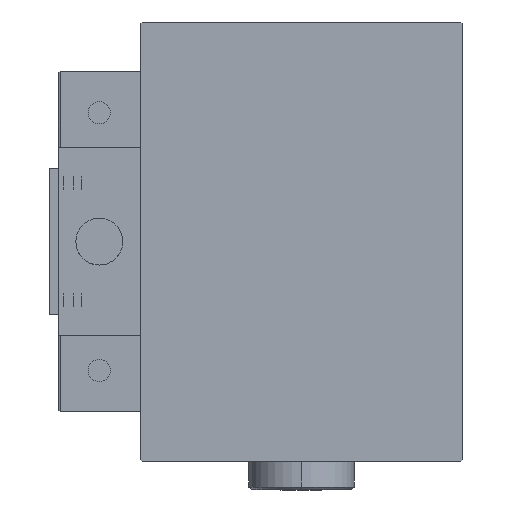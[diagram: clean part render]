
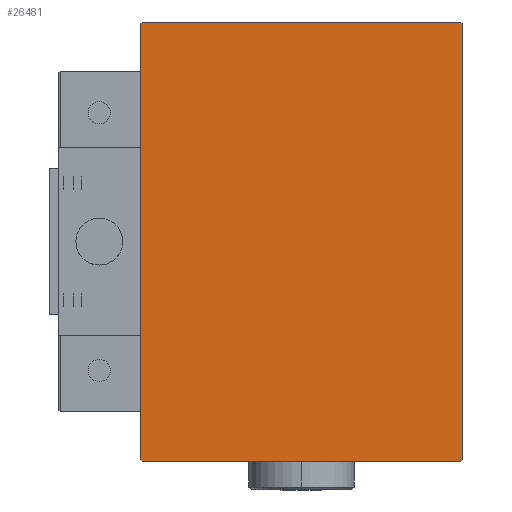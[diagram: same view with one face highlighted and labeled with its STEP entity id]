
A CAD part, left-side view. The second image highlights one B-rep face of the part: STEP entity #26481.
In plain terms, the highlighted face is planar.
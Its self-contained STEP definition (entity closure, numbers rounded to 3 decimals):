
#558 = CARTESIAN_POINT ( 'NONE',  ( 175., 27.2, 37.5 ) ) ;
#749 = EDGE_CURVE ( 'NONE', #3616, #29125, #47322, .T. ) ;
#765 = DIRECTION ( 'NONE',  ( 0., -0.707, -0.707 ) ) ;
#813 = EDGE_CURVE ( 'NONE', #23560, #28124, #19154, .T. ) ;
#1155 = CARTESIAN_POINT ( 'NONE',  ( 175., 27.2, -37.5 ) ) ;
#1222 = CARTESIAN_POINT ( 'NONE',  ( 175., -27.5, 37.2 ) ) ;
#1934 = DIRECTION ( 'NONE',  ( 0., 1., 0. ) ) ;
#2173 = CARTESIAN_POINT ( 'NONE',  ( 175., 27.5, 37.2 ) ) ;
#3616 = VERTEX_POINT ( 'NONE', #25723 ) ;
#4180 = LINE ( 'NONE', #13182, #14704 ) ;
#5026 = VECTOR ( 'NONE', #43676, 1000. ) ;
#5533 = VERTEX_POINT ( 'NONE', #558 ) ;
#6044 = CARTESIAN_POINT ( 'NONE',  ( 175., -27.5, -37.5 ) ) ;
#6531 = DIRECTION ( 'NONE',  ( 1., 0., 0. ) ) ;
#6761 = VECTOR ( 'NONE', #49193, 1000. ) ;
#8141 = ORIENTED_EDGE ( 'NONE', *, *, #34445, .T. ) ;
#8701 = DIRECTION ( 'NONE',  ( 0., 0.707, -0.707 ) ) ;
#10425 = ORIENTED_EDGE ( 'NONE', *, *, #12694, .T. ) ;
#10631 = LINE ( 'NONE', #36065, #21115 ) ;
#11183 = EDGE_CURVE ( 'NONE', #29125, #23560, #39836, .T. ) ;
#11772 = VECTOR ( 'NONE', #8701, 1000. ) ;
#12694 = EDGE_CURVE ( 'NONE', #28124, #5533, #4180, .T. ) ;
#13182 = CARTESIAN_POINT ( 'NONE',  ( 175., 32.35, 32.35 ) ) ;
#14704 = VECTOR ( 'NONE', #53923, 1000. ) ;
#16537 = ORIENTED_EDGE ( 'NONE', *, *, #45890, .T. ) ;
#17768 = EDGE_CURVE ( 'NONE', #48819, #20547, #33602, .T. ) ;
#18290 = FACE_OUTER_BOUND ( 'NONE', #23806, .T. ) ;
#19098 = DIRECTION ( 'NONE',  ( 0., 0., -1. ) ) ;
#19154 = LINE ( 'NONE', #53292, #6761 ) ;
#20547 = VERTEX_POINT ( 'NONE', #1222 ) ;
#21115 = VECTOR ( 'NONE', #19098, 1000. ) ;
#21824 = ORIENTED_EDGE ( 'NONE', *, *, #17768, .T. ) ;
#23198 = DIRECTION ( 'NONE',  ( 0., 0., -1. ) ) ;
#23560 = VERTEX_POINT ( 'NONE', #49479 ) ;
#23806 = EDGE_LOOP ( 'NONE', ( #32353, #53454, #24277, #10425, #53509, #21824, #16537, #8141 ) ) ;
#24277 = ORIENTED_EDGE ( 'NONE', *, *, #813, .T. ) ;
#25723 = CARTESIAN_POINT ( 'NONE',  ( 175., -27.2, -37.5 ) ) ;
#26481 = ADVANCED_FACE ( 'NONE', ( #18290 ), #27310, .T. ) ;
#27310 = PLANE ( 'NONE',  #35221 ) ;
#28124 = VERTEX_POINT ( 'NONE', #2173 ) ;
#29125 = VERTEX_POINT ( 'NONE', #1155 ) ;
#30207 = CARTESIAN_POINT ( 'NONE',  ( 175., -27.5, -37.2 ) ) ;
#32353 = ORIENTED_EDGE ( 'NONE', *, *, #749, .T. ) ;
#33602 = LINE ( 'NONE', #46447, #39261 ) ;
#34445 = EDGE_CURVE ( 'NONE', #39739, #3616, #52063, .T. ) ;
#35221 = AXIS2_PLACEMENT_3D ( 'NONE', #43999, #6531, #23198 ) ;
#35456 = CARTESIAN_POINT ( 'NONE',  ( 175., 32.35, -32.35 ) ) ;
#36065 = CARTESIAN_POINT ( 'NONE',  ( 175., -27.5, 37.5 ) ) ;
#37967 = CARTESIAN_POINT ( 'NONE',  ( 175., -32.35, -32.35 ) ) ;
#39261 = VECTOR ( 'NONE', #765, 1000. ) ;
#39739 = VERTEX_POINT ( 'NONE', #30207 ) ;
#39836 = LINE ( 'NONE', #35456, #5026 ) ;
#39952 = VECTOR ( 'NONE', #1934, 1000. ) ;
#40649 = DIRECTION ( 'NONE',  ( 0., -1., 0. ) ) ;
#41320 = VECTOR ( 'NONE', #40649, 1000. ) ;
#42045 = CARTESIAN_POINT ( 'NONE',  ( 175., -27.2, 37.5 ) ) ;
#43676 = DIRECTION ( 'NONE',  ( 0., 0.707, 0.707 ) ) ;
#43999 = CARTESIAN_POINT ( 'NONE',  ( 175., 0., 0. ) ) ;
#45890 = EDGE_CURVE ( 'NONE', #20547, #39739, #10631, .T. ) ;
#46447 = CARTESIAN_POINT ( 'NONE',  ( 175., -32.35, 32.35 ) ) ;
#47322 = LINE ( 'NONE', #6044, #39952 ) ;
#48081 = EDGE_CURVE ( 'NONE', #5533, #48819, #48295, .T. ) ;
#48295 = LINE ( 'NONE', #52663, #41320 ) ;
#48819 = VERTEX_POINT ( 'NONE', #42045 ) ;
#49193 = DIRECTION ( 'NONE',  ( 0., 0., 1. ) ) ;
#49479 = CARTESIAN_POINT ( 'NONE',  ( 175., 27.5, -37.2 ) ) ;
#52063 = LINE ( 'NONE', #37967, #11772 ) ;
#52663 = CARTESIAN_POINT ( 'NONE',  ( 175., 27.5, 37.5 ) ) ;
#53292 = CARTESIAN_POINT ( 'NONE',  ( 175., 27.5, -37.5 ) ) ;
#53454 = ORIENTED_EDGE ( 'NONE', *, *, #11183, .T. ) ;
#53509 = ORIENTED_EDGE ( 'NONE', *, *, #48081, .T. ) ;
#53923 = DIRECTION ( 'NONE',  ( 0., -0.707, 0.707 ) ) ;
